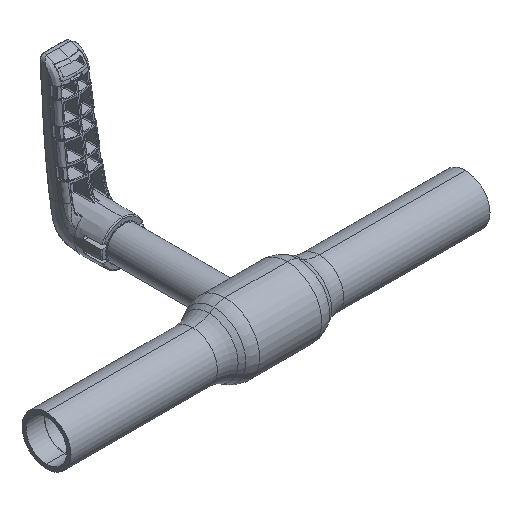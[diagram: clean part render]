
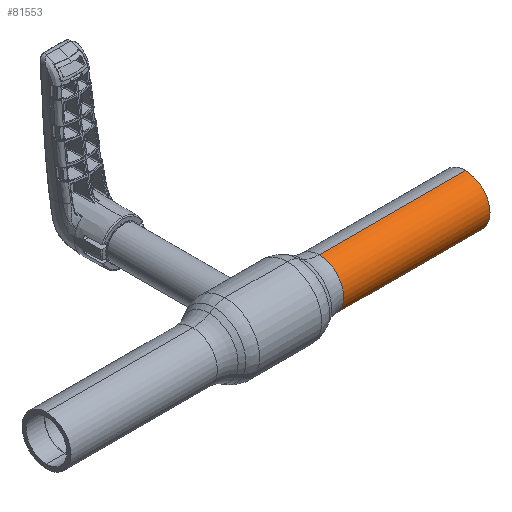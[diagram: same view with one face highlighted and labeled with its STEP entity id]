
A CAD part, isometric view. The second image highlights one B-rep face of the part: STEP entity #81553.
In plain terms, the highlighted cylindrical face has radius 13.45 mm (diameter 26.9 mm), a partial arc.
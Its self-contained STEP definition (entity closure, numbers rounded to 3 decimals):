
#902 = EDGE_CURVE ( 'NONE', #41827, #87451, #21353, .T. ) ;
#3020 = DIRECTION ( 'NONE',  ( -1., 0., 0. ) ) ;
#3963 = DIRECTION ( 'NONE',  ( -1., 0., 0. ) ) ;
#7968 = AXIS2_PLACEMENT_3D ( 'NONE', #29615, #77497, #44078 ) ;
#9262 = CARTESIAN_POINT ( 'NONE',  ( 34.686, 0., 13.45 ) ) ;
#9414 = CARTESIAN_POINT ( 'NONE',  ( -62.69, 0., -13.45 ) ) ;
#9915 = AXIS2_PLACEMENT_3D ( 'NONE', #17891, #3963, #51709 ) ;
#11071 = EDGE_CURVE ( 'NONE', #87451, #11488, #84277, .T. ) ;
#11488 = VERTEX_POINT ( 'NONE', #15377 ) ;
#15377 = CARTESIAN_POINT ( 'NONE',  ( 34.686, 0., -13.45 ) ) ;
#17721 = EDGE_LOOP ( 'NONE', ( #61011, #35194, #64027, #26469 ) ) ;
#17891 = CARTESIAN_POINT ( 'NONE',  ( 34.686, 0., 0. ) ) ;
#21353 = CIRCLE ( 'NONE', #7968, 13.45 ) ;
#23906 = VECTOR ( 'NONE', #3020, 1000. ) ;
#24658 = DIRECTION ( 'NONE',  ( 0., 0., 1. ) ) ;
#26469 = ORIENTED_EDGE ( 'NONE', *, *, #27315, .F. ) ;
#27315 = EDGE_CURVE ( 'NONE', #11488, #58156, #31838, .T. ) ;
#29615 = CARTESIAN_POINT ( 'NONE',  ( 115., 0., 0. ) ) ;
#31838 = CIRCLE ( 'NONE', #9915, 13.45 ) ;
#32105 = LINE ( 'NONE', #36157, #56916 ) ;
#35194 = ORIENTED_EDGE ( 'NONE', *, *, #902, .F. ) ;
#36157 = CARTESIAN_POINT ( 'NONE',  ( -62.69, 0., 13.45 ) ) ;
#38218 = AXIS2_PLACEMENT_3D ( 'NONE', #65955, #66577, #24658 ) ;
#41827 = VERTEX_POINT ( 'NONE', #82788 ) ;
#44078 = DIRECTION ( 'NONE',  ( 0., 0., -1. ) ) ;
#45334 = CYLINDRICAL_SURFACE ( 'NONE', #38218, 13.45 ) ;
#48459 = EDGE_CURVE ( 'NONE', #41827, #58156, #32105, .T. ) ;
#51709 = DIRECTION ( 'NONE',  ( 0., 0., 1. ) ) ;
#56053 = DIRECTION ( 'NONE',  ( -1., 0., 0. ) ) ;
#56916 = VECTOR ( 'NONE', #56053, 1000. ) ;
#57438 = CARTESIAN_POINT ( 'NONE',  ( 115., 0., -13.45 ) ) ;
#58156 = VERTEX_POINT ( 'NONE', #9262 ) ;
#61011 = ORIENTED_EDGE ( 'NONE', *, *, #11071, .F. ) ;
#64027 = ORIENTED_EDGE ( 'NONE', *, *, #48459, .T. ) ;
#65955 = CARTESIAN_POINT ( 'NONE',  ( -62.69, 0., 0. ) ) ;
#66577 = DIRECTION ( 'NONE',  ( -1., 0., 0. ) ) ;
#77497 = DIRECTION ( 'NONE',  ( 1., 0., 0. ) ) ;
#81553 = ADVANCED_FACE ( 'NONE', ( #89490 ), #45334, .T. ) ;
#82788 = CARTESIAN_POINT ( 'NONE',  ( 115., 0., 13.45 ) ) ;
#84277 = LINE ( 'NONE', #9414, #23906 ) ;
#87451 = VERTEX_POINT ( 'NONE', #57438 ) ;
#89490 = FACE_OUTER_BOUND ( 'NONE', #17721, .T. ) ;
